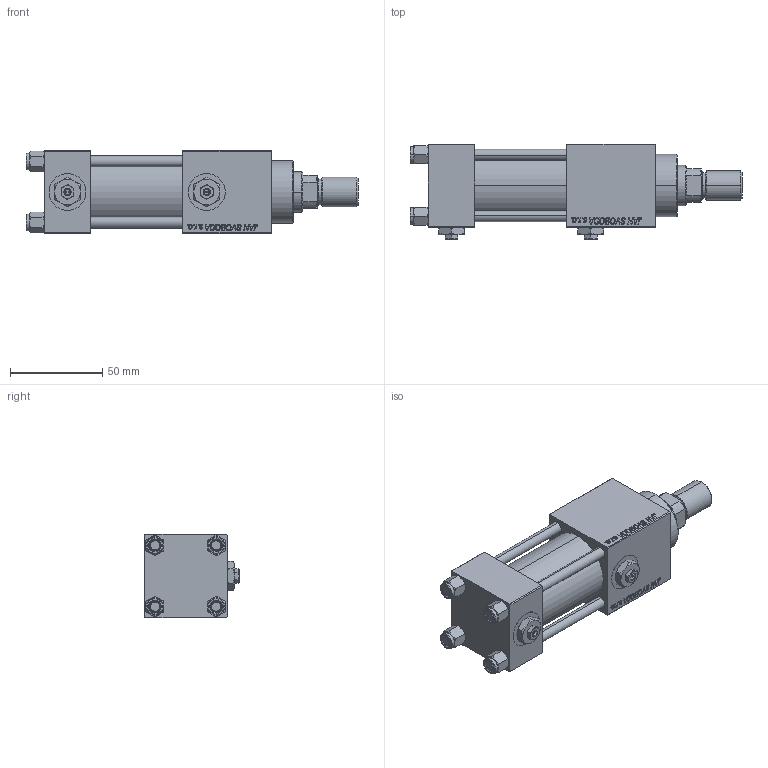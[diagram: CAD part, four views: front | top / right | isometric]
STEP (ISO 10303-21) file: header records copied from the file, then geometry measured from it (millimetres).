
FILE_DESCRIPTION (( 'STEP AP203' ), '1' );
FILE_NAME ('09d1.STEP', '2023-08-23T10:36:20', ( '' ), ( '' ), 'SwSTEP 2.0', 'SolidWorks 2019', '' );
FILE_SCHEMA (( 'CONFIG_CONTROL_DESIGN' ));
Length unit declared in the file: millimetre
Products named in the file (8): V215CR_C_Body 10c0e90144fdd41d54efa04fecea4201; V215CR_C_TYCINKA 10c0e90144fdd41d54efa04fecea4201; Zatka_pro_OIL_PORT 10c0e90144fdd41d54efa04fecea4201; ROD_END_AH 10c0e90144fdd41d54efa04fecea4201; 09d1; NUT_M5_C 10c0e90144fdd41d54efa04fecea4201; V215CR_VCP_C 10c0e90144fdd41d54efa04fecea4201; V215_VC_A 10c0e90144fdd41d54efa04fecea4201
Assembly tree (14 placements, depth 2):
  09d1
    V215CR_C_Body 10c0e90144fdd41d54efa04fecea4201
    V215CR_VCP_C 10c0e90144fdd41d54efa04fecea4201
    NUT_M5_C 10c0e90144fdd41d54efa04fecea4201  x4
    V215CR_C_TYCINKA 10c0e90144fdd41d54efa04fecea4201  x4
    V215_VC_A 10c0e90144fdd41d54efa04fecea4201
    ROD_END_AH 10c0e90144fdd41d54efa04fecea4201
    Zatka_pro_OIL_PORT 10c0e90144fdd41d54efa04fecea4201  x2
Bounding box: 180 x 52 x 45 mm (x, y, z)
Volume: 212212.8 mm3; surface area: 74748.4 mm2
Topology: 14 solids, 14 shells, 1262 faces, 3132 edges, 2019 vertices
Faces by surface type: plane 576, bspline 392, cone 182, cylinder 102, torus 10
Entity records: 52656 total; most frequent: CARTESIAN_POINT 27753, ORIENTED_EDGE 5564, DIRECTION 3624, EDGE_CURVE 2782, VERTEX_POINT 1817, LINE 1648, VECTOR 1648, EDGE_LOOP 1235
